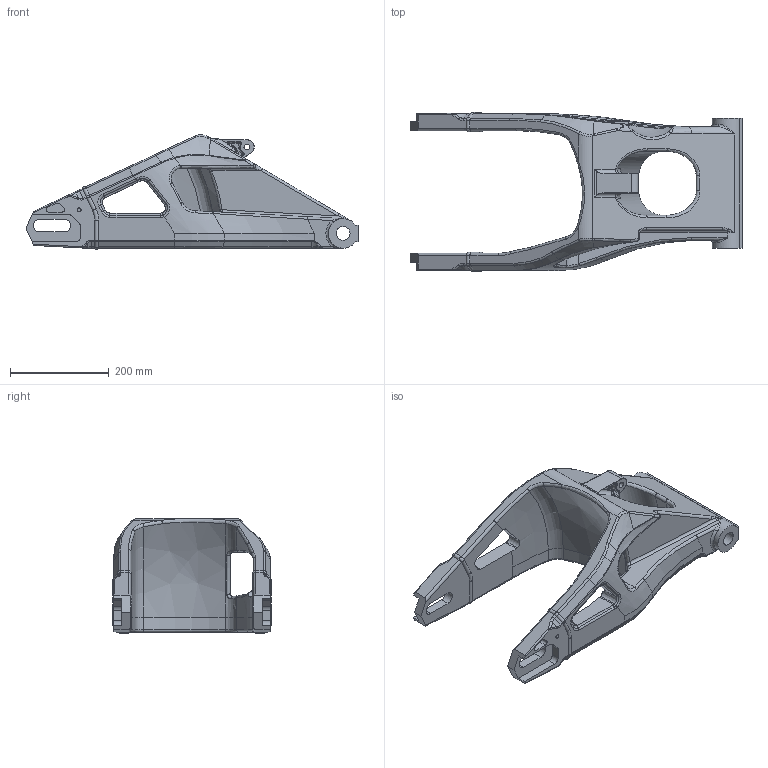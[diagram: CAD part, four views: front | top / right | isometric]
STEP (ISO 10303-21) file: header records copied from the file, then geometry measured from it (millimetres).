
FILE_DESCRIPTION( ( '' ), ' ' );
FILE_NAME( '5d2cca98dc35c815d6b6c22e.step', '2019-07-15T18:48:57', ( '' ), ( '' ), ' ', ' ', ' ' );
FILE_SCHEMA( ( 'AUTOMOTIVE_DESIGN { 1 0 10303 214 1 1 1 1 }' ) );
Length unit declared in the file: metre
Products named in the file (1): BRAS OSCILLANT MOTO2
Bounding box: 672.5 x 321.96 x 231.8 mm (x, y, z)
Volume: 9638968.1 mm3; surface area: 634595.6 mm2
Topology: 1 solids, 1 shells, 591 faces, 1429 edges, 817 vertices
Faces by surface type: bspline 227, cylinder 183, plane 97, torus 48, sphere 14, extrusion 10, cone 6, revolution 6
Full cylindrical faces by diameter (mm): 8 x2, 12 x1, 28 x1
Entity records: 32734 total; most frequent: CARTESIAN_POINT 15815, ORIENTED_EDGE 2798, DIRECTION 2259, EDGE_CURVE 1399, AXIS2_PLACEMENT_3D 906, VERTEX_POINT 813, EDGE_LOOP 610, FACE_OUTER_BOUND 595
